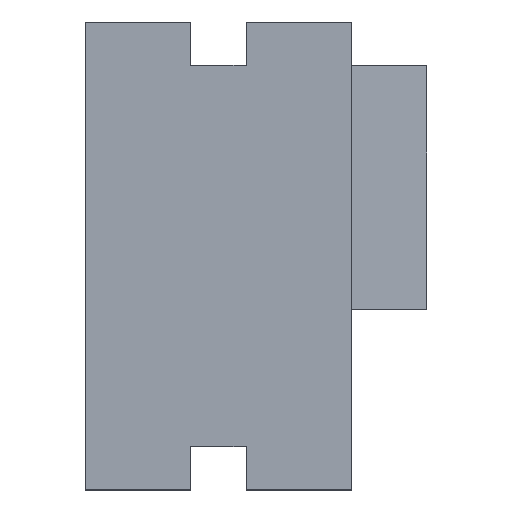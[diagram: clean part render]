
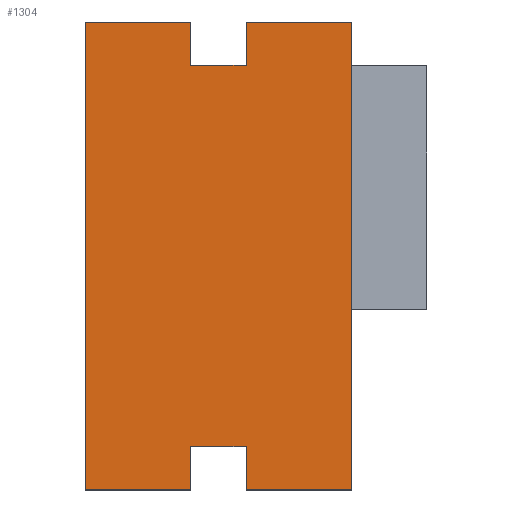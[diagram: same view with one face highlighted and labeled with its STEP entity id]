
A CAD part, top view. The second image highlights one B-rep face of the part: STEP entity #1304.
In plain terms, the highlighted planar face has unit normal (0, 0, 1).
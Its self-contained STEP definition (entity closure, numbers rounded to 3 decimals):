
#18 = VECTOR ( 'NONE', #2420, 1000. ) ;
#43 = CARTESIAN_POINT ( 'NONE',  ( -1.95, 3.05, 9.4 ) ) ;
#51 = LINE ( 'NONE', #265, #1575 ) ;
#117 = EDGE_CURVE ( 'NONE', #258, #312, #2401, .T. ) ;
#119 = DIRECTION ( 'NONE',  ( 1., 0., 0. ) ) ;
#154 = CARTESIAN_POINT ( 'NONE',  ( -9.4, 33., 9.4 ) ) ;
#206 = DIRECTION ( 'NONE',  ( -1., 0., 0. ) ) ;
#227 = EDGE_CURVE ( 'NONE', #2474, #2035, #957, .T. ) ;
#228 = DIRECTION ( 'NONE',  ( 0., -1., 0. ) ) ;
#245 = VECTOR ( 'NONE', #817, 1000. ) ;
#258 = VERTEX_POINT ( 'NONE', #577 ) ;
#263 = ORIENTED_EDGE ( 'NONE', *, *, #117, .T. ) ;
#264 = VECTOR ( 'NONE', #1500, 1000. ) ;
#265 = CARTESIAN_POINT ( 'NONE',  ( 1.95, 3.05, 9.4 ) ) ;
#312 = VERTEX_POINT ( 'NONE', #788 ) ;
#331 = ORIENTED_EDGE ( 'NONE', *, *, #1560, .F. ) ;
#410 = CARTESIAN_POINT ( 'NONE',  ( 1.95, 36.05, 9.4 ) ) ;
#446 = VERTEX_POINT ( 'NONE', #829 ) ;
#459 = CARTESIAN_POINT ( 'NONE',  ( 9.4, 33., 9.4 ) ) ;
#460 = LINE ( 'NONE', #43, #1556 ) ;
#463 = EDGE_CURVE ( 'NONE', #2122, #755, #1117, .T. ) ;
#507 = AXIS2_PLACEMENT_3D ( 'NONE', #154, #1439, #206 ) ;
#523 = DIRECTION ( 'NONE',  ( -1., 0., 0. ) ) ;
#577 = CARTESIAN_POINT ( 'NONE',  ( -9.4, 33., 9.4 ) ) ;
#608 = EDGE_CURVE ( 'NONE', #2393, #987, #1199, .T. ) ;
#618 = PLANE ( 'NONE',  #507 ) ;
#655 = LINE ( 'NONE', #459, #1262 ) ;
#662 = CARTESIAN_POINT ( 'NONE',  ( 9.4, 0., 9.4 ) ) ;
#711 = ORIENTED_EDGE ( 'NONE', *, *, #1043, .T. ) ;
#714 = ORIENTED_EDGE ( 'NONE', *, *, #1620, .F. ) ;
#755 = VERTEX_POINT ( 'NONE', #662 ) ;
#772 = DIRECTION ( 'NONE',  ( 1., 0., 0. ) ) ;
#788 = CARTESIAN_POINT ( 'NONE',  ( -9.4, 0., 9.4 ) ) ;
#817 = DIRECTION ( 'NONE',  ( 0., 1., 0. ) ) ;
#829 = CARTESIAN_POINT ( 'NONE',  ( -1.95, 0., 9.4 ) ) ;
#902 = EDGE_CURVE ( 'NONE', #2122, #2474, #51, .T. ) ;
#940 = CARTESIAN_POINT ( 'NONE',  ( 1.95, 29.95, 9.4 ) ) ;
#955 = CARTESIAN_POINT ( 'NONE',  ( -9.4, 0., 9.4 ) ) ;
#957 = LINE ( 'NONE', #1324, #1360 ) ;
#968 = VECTOR ( 'NONE', #119, 1000. ) ;
#971 = DIRECTION ( 'NONE',  ( 0., -1., 0. ) ) ;
#987 = VERTEX_POINT ( 'NONE', #940 ) ;
#1036 = LINE ( 'NONE', #1845, #1813 ) ;
#1037 = ORIENTED_EDGE ( 'NONE', *, *, #2267, .F. ) ;
#1039 = CARTESIAN_POINT ( 'NONE',  ( 9.4, 33., 9.4 ) ) ;
#1043 = EDGE_CURVE ( 'NONE', #312, #446, #1377, .T. ) ;
#1051 = EDGE_LOOP ( 'NONE', ( #1752, #2398, #1434, #1223, #714, #263, #711, #1037, #2409, #1810, #1688, #331 ) ) ;
#1099 = CARTESIAN_POINT ( 'NONE',  ( -9.4, 33., 9.4 ) ) ;
#1114 = CARTESIAN_POINT ( 'NONE',  ( 1.95, 3.05, 9.4 ) ) ;
#1117 = LINE ( 'NONE', #2527, #264 ) ;
#1160 = VERTEX_POINT ( 'NONE', #2440 ) ;
#1199 = LINE ( 'NONE', #2608, #1335 ) ;
#1223 = ORIENTED_EDGE ( 'NONE', *, *, #1895, .F. ) ;
#1262 = VECTOR ( 'NONE', #1272, 1000. ) ;
#1272 = DIRECTION ( 'NONE',  ( 0., -1., 0. ) ) ;
#1291 = EDGE_CURVE ( 'NONE', #987, #1160, #2637, .T. ) ;
#1295 = CARTESIAN_POINT ( 'NONE',  ( -1.95, 3.05, 9.4 ) ) ;
#1304 = ADVANCED_FACE ( 'NONE', ( #2457 ), #618, .F. ) ;
#1324 = CARTESIAN_POINT ( 'NONE',  ( -1.95, 3.05, 9.4 ) ) ;
#1335 = VECTOR ( 'NONE', #772, 1000. ) ;
#1360 = VECTOR ( 'NONE', #523, 1000. ) ;
#1377 = LINE ( 'NONE', #955, #968 ) ;
#1394 = CARTESIAN_POINT ( 'NONE',  ( 1.95, 0., 9.4 ) ) ;
#1434 = ORIENTED_EDGE ( 'NONE', *, *, #608, .F. ) ;
#1439 = DIRECTION ( 'NONE',  ( 0., 0., -1. ) ) ;
#1483 = VERTEX_POINT ( 'NONE', #1039 ) ;
#1500 = DIRECTION ( 'NONE',  ( 1., 0., 0. ) ) ;
#1511 = DIRECTION ( 'NONE',  ( 1., 0., 0. ) ) ;
#1556 = VECTOR ( 'NONE', #228, 1000. ) ;
#1560 = EDGE_CURVE ( 'NONE', #1483, #755, #655, .T. ) ;
#1575 = VECTOR ( 'NONE', #1896, 1000. ) ;
#1620 = EDGE_CURVE ( 'NONE', #258, #2221, #1930, .T. ) ;
#1688 = ORIENTED_EDGE ( 'NONE', *, *, #463, .T. ) ;
#1752 = ORIENTED_EDGE ( 'NONE', *, *, #2556, .F. ) ;
#1810 = ORIENTED_EDGE ( 'NONE', *, *, #902, .F. ) ;
#1813 = VECTOR ( 'NONE', #1902, 1000. ) ;
#1845 = CARTESIAN_POINT ( 'NONE',  ( -1.95, 36.05, 9.4 ) ) ;
#1895 = EDGE_CURVE ( 'NONE', #2221, #2393, #1036, .T. ) ;
#1896 = DIRECTION ( 'NONE',  ( 0., 1., 0. ) ) ;
#1902 = DIRECTION ( 'NONE',  ( 0., -1., 0. ) ) ;
#1930 = LINE ( 'NONE', #1099, #2352 ) ;
#2033 = CARTESIAN_POINT ( 'NONE',  ( -1.95, 33., 9.4 ) ) ;
#2035 = VERTEX_POINT ( 'NONE', #1295 ) ;
#2122 = VERTEX_POINT ( 'NONE', #1394 ) ;
#2188 = CARTESIAN_POINT ( 'NONE',  ( -9.4, 33., 9.4 ) ) ;
#2193 = CARTESIAN_POINT ( 'NONE',  ( -1.95, 29.95, 9.4 ) ) ;
#2221 = VERTEX_POINT ( 'NONE', #2033 ) ;
#2248 = LINE ( 'NONE', #2618, #18 ) ;
#2267 = EDGE_CURVE ( 'NONE', #2035, #446, #460, .T. ) ;
#2352 = VECTOR ( 'NONE', #1511, 1000. ) ;
#2393 = VERTEX_POINT ( 'NONE', #2193 ) ;
#2395 = VECTOR ( 'NONE', #971, 1000. ) ;
#2398 = ORIENTED_EDGE ( 'NONE', *, *, #1291, .F. ) ;
#2401 = LINE ( 'NONE', #2188, #2395 ) ;
#2409 = ORIENTED_EDGE ( 'NONE', *, *, #227, .F. ) ;
#2420 = DIRECTION ( 'NONE',  ( 1., 0., 0. ) ) ;
#2440 = CARTESIAN_POINT ( 'NONE',  ( 1.95, 33., 9.4 ) ) ;
#2457 = FACE_OUTER_BOUND ( 'NONE', #1051, .T. ) ;
#2474 = VERTEX_POINT ( 'NONE', #1114 ) ;
#2527 = CARTESIAN_POINT ( 'NONE',  ( -9.4, 0., 9.4 ) ) ;
#2556 = EDGE_CURVE ( 'NONE', #1160, #1483, #2248, .T. ) ;
#2608 = CARTESIAN_POINT ( 'NONE',  ( -1.95, 29.95, 9.4 ) ) ;
#2618 = CARTESIAN_POINT ( 'NONE',  ( -9.4, 33., 9.4 ) ) ;
#2637 = LINE ( 'NONE', #410, #245 ) ;
